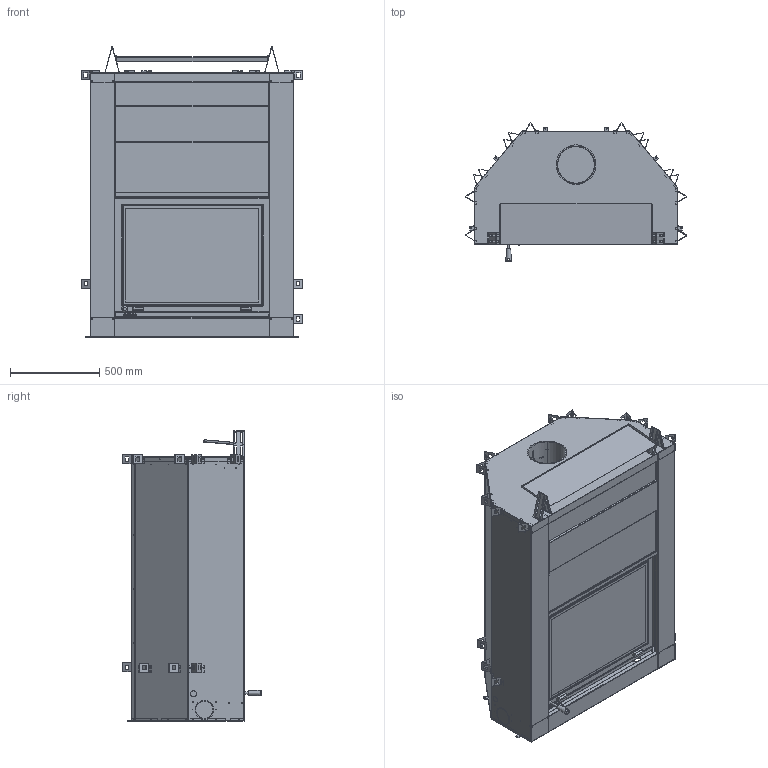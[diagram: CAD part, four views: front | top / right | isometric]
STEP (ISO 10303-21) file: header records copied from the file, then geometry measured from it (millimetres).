
FILE_DESCRIPTION( ( 'Unknown' ), '1' );
FILE_NAME( 'FP7LM.stp', 'Unknown', ( 'Carole-Anne Paquet' ), ( 'SBI' ), 'PSStep 17.0.49', 'Unknown', ' ' );
FILE_SCHEMA( ( 'AUTOMOTIVE_DESIGN { 1 0 10303 214 1 1 1 1 }' ) );
Length unit declared in the file: inch
Products named in the file (25): SE64628-oa3; 30722; PL64628; SE64625-oa4; PL64580; SE64605-oa0; PL64560; SE64591-oa2; PL64591; 30564; 30564-oa1; PL64595; PL64594; Assem1; PL64501; PL64581; 30556; PL64556; PL64553; PL64582; PL64570; PL64571; PL64602; PL64603; PL64626
Assembly tree (43 placements, depth 3):
  Assem1
    PL64501
    PL64581
    30556
    PL64556
    PL64553
    PL64582
    PL64570
    PL64571
    PL64602  x2
    PL64603
    PL64626  x19
    SE64605-oa0
      PL64560
    SE64591-oa2
      PL64591
      30564
      30564-oa1
      PL64595
      PL64594
    SE64628-oa3
      30722
      PL64628
    SE64625-oa4
      PL64580
Bounding box: 1242.15 x 780.76 x 1628.07 mm (x, y, z)
Volume: 8112470.1 mm3; surface area: 15628400.7 mm2
Topology: 39 solids, 39 shells, 2522 faces, 7019 edges, 4565 vertices
Faces by surface type: plane 1645, cylinder 789, bspline 40, torus 26, sphere 16, cone 6
Full cylindrical faces by diameter (mm): 1.587 x1, 2.54 x1, 2.73 x2, 2.731 x2, 2.769 x113, 3.556 x12, 3.962 x1, 4.762 x148, 4.763 x21, 4.775 x4, 5.08 x1, 5.156 x4, 6.35 x11, 6.604 x6, 7.925 x4, 8.89 x1, 9.271 x1, 9.525 x9, 12.7 x1, 206.375 x1, 209.423 x1, 222.25 x1
Entity records: 64214 total; most frequent: CARTESIAN_POINT 10036, DIRECTION 8416, ORIENTED_EDGE 7938, EDGE_CURVE 3969, AXIS2_PLACEMENT_3D 2938, VERTEX_POINT 2738, EDGE_LOOP 2626, LINE 2540
